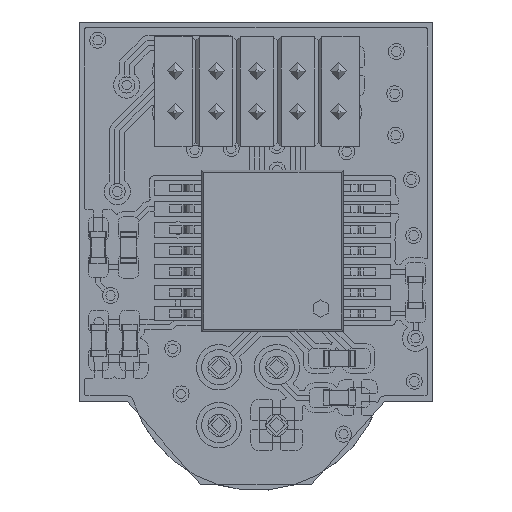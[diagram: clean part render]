
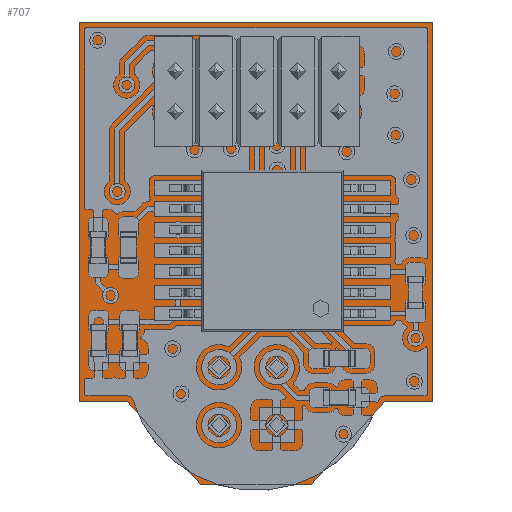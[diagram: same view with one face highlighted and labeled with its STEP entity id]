
A CAD part, top view. The second image highlights one B-rep face of the part: STEP entity #707.
In plain terms, the highlighted planar face has unit normal (0, 0, 1).
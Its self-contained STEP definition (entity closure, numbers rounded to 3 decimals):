
#62 = VERTEX_POINT('',#63);
#63 = CARTESIAN_POINT('',(179.,-61.8,0.));
#80 = VERTEX_POINT('',#81);
#81 = CARTESIAN_POINT('',(177.5,-61.8,0.));
#87 = EDGE_CURVE('',#62,#80,#88,.T.);
#88 = LINE('',#89,#90);
#89 = CARTESIAN_POINT('',(179.,-61.8,0.));
#90 = VECTOR('',#91,1.);
#91 = DIRECTION('',(-1.,0.,0.));
#112 = VERTEX_POINT('',#113);
#113 = CARTESIAN_POINT('',(187.,-61.8,0.));
#119 = EDGE_CURVE('',#62,#112,#120,.T.);
#120 = CIRCLE('',#121,4.191);
#121 = AXIS2_PLACEMENT_3D('',#122,#123,#124);
#122 = CARTESIAN_POINT('',(183.,-60.55,0.));
#123 = DIRECTION('',(0.,0.,1.));
#124 = DIRECTION('',(1.,0.,0.));
#144 = VERTEX_POINT('',#145);
#145 = CARTESIAN_POINT('',(177.5,-50.,0.));
#151 = EDGE_CURVE('',#80,#144,#152,.T.);
#152 = LINE('',#153,#154);
#153 = CARTESIAN_POINT('',(177.5,-61.8,0.));
#154 = VECTOR('',#155,1.);
#155 = DIRECTION('',(0.,1.,0.));
#166 = VERTEX_POINT('',#167);
#167 = CARTESIAN_POINT('',(188.5,-61.8,0.));
#182 = EDGE_CURVE('',#166,#112,#183,.T.);
#183 = LINE('',#184,#185);
#184 = CARTESIAN_POINT('',(188.5,-61.8,0.));
#185 = VECTOR('',#186,1.);
#186 = DIRECTION('',(-1.,0.,0.));
#206 = VERTEX_POINT('',#207);
#207 = CARTESIAN_POINT('',(188.5,-50.,0.));
#213 = EDGE_CURVE('',#144,#206,#214,.T.);
#214 = LINE('',#215,#216);
#215 = CARTESIAN_POINT('',(177.5,-50.,0.));
#216 = VECTOR('',#217,1.);
#217 = DIRECTION('',(1.,0.,0.));
#235 = EDGE_CURVE('',#206,#166,#236,.T.);
#236 = LINE('',#237,#238);
#237 = CARTESIAN_POINT('',(188.5,-50.,0.));
#238 = VECTOR('',#239,1.);
#239 = DIRECTION('',(0.,-1.,0.));
#250 = VERTEX_POINT('',#251);
#251 = CARTESIAN_POINT('',(183.998,-62.528,0.));
#267 = EDGE_CURVE('',#250,#250,#268,.T.);
#268 = CIRCLE('',#269,0.35);
#269 = AXIS2_PLACEMENT_3D('',#270,#271,#272);
#270 = CARTESIAN_POINT('',(183.648,-62.528,0.));
#271 = DIRECTION('',(0.,0.,1.));
#272 = DIRECTION('',(1.,0.,-0.));
#283 = VERTEX_POINT('',#284);
#284 = CARTESIAN_POINT('',(183.998,-60.732,0.));
#300 = EDGE_CURVE('',#283,#283,#301,.T.);
#301 = CIRCLE('',#302,0.35);
#302 = AXIS2_PLACEMENT_3D('',#303,#304,#305);
#303 = CARTESIAN_POINT('',(183.648,-60.732,0.));
#304 = DIRECTION('',(0.,0.,1.));
#305 = DIRECTION('',(1.,0.,-0.));
#316 = VERTEX_POINT('',#317);
#317 = CARTESIAN_POINT('',(182.202,-62.528,0.));
#333 = EDGE_CURVE('',#316,#316,#334,.T.);
#334 = CIRCLE('',#335,0.35);
#335 = AXIS2_PLACEMENT_3D('',#336,#337,#338);
#336 = CARTESIAN_POINT('',(181.852,-62.528,0.));
#337 = DIRECTION('',(0.,0.,1.));
#338 = DIRECTION('',(1.,0.,-0.));
#349 = VERTEX_POINT('',#350);
#350 = CARTESIAN_POINT('',(182.202,-60.732,0.));
#366 = EDGE_CURVE('',#349,#349,#367,.T.);
#367 = CIRCLE('',#368,0.35);
#368 = AXIS2_PLACEMENT_3D('',#369,#370,#371);
#369 = CARTESIAN_POINT('',(181.852,-60.732,0.));
#370 = DIRECTION('',(0.,0.,1.));
#371 = DIRECTION('',(1.,0.,-0.));
#382 = VERTEX_POINT('',#383);
#383 = CARTESIAN_POINT('',(185.92,-52.8,0.));
#399 = EDGE_CURVE('',#382,#382,#400,.T.);
#400 = CIRCLE('',#401,0.35);
#401 = AXIS2_PLACEMENT_3D('',#402,#403,#404);
#402 = CARTESIAN_POINT('',(185.57,-52.8,0.));
#403 = DIRECTION('',(0.,0.,1.));
#404 = DIRECTION('',(1.,0.,-0.));
#415 = VERTEX_POINT('',#416);
#416 = CARTESIAN_POINT('',(185.92,-51.53,0.));
#432 = EDGE_CURVE('',#415,#415,#433,.T.);
#433 = CIRCLE('',#434,0.35);
#434 = AXIS2_PLACEMENT_3D('',#435,#436,#437);
#435 = CARTESIAN_POINT('',(185.57,-51.53,0.));
#436 = DIRECTION('',(0.,0.,1.));
#437 = DIRECTION('',(1.,0.,-0.));
#448 = VERTEX_POINT('',#449);
#449 = CARTESIAN_POINT('',(184.65,-52.8,0.));
#465 = EDGE_CURVE('',#448,#448,#466,.T.);
#466 = CIRCLE('',#467,0.35);
#467 = AXIS2_PLACEMENT_3D('',#468,#469,#470);
#468 = CARTESIAN_POINT('',(184.3,-52.8,0.));
#469 = DIRECTION('',(0.,0.,1.));
#470 = DIRECTION('',(1.,0.,-0.));
#481 = VERTEX_POINT('',#482);
#482 = CARTESIAN_POINT('',(183.38,-52.8,0.));
#498 = EDGE_CURVE('',#481,#481,#499,.T.);
#499 = CIRCLE('',#500,0.35);
#500 = AXIS2_PLACEMENT_3D('',#501,#502,#503);
#501 = CARTESIAN_POINT('',(183.03,-52.8,0.));
#502 = DIRECTION('',(0.,0.,1.));
#503 = DIRECTION('',(1.,0.,-0.));
#514 = VERTEX_POINT('',#515);
#515 = CARTESIAN_POINT('',(184.65,-51.53,0.));
#531 = EDGE_CURVE('',#514,#514,#532,.T.);
#532 = CIRCLE('',#533,0.35);
#533 = AXIS2_PLACEMENT_3D('',#534,#535,#536);
#534 = CARTESIAN_POINT('',(184.3,-51.53,0.));
#535 = DIRECTION('',(0.,0.,1.));
#536 = DIRECTION('',(1.,0.,-0.));
#547 = VERTEX_POINT('',#548);
#548 = CARTESIAN_POINT('',(183.38,-51.53,0.));
#564 = EDGE_CURVE('',#547,#547,#565,.T.);
#565 = CIRCLE('',#566,0.35);
#566 = AXIS2_PLACEMENT_3D('',#567,#568,#569);
#567 = CARTESIAN_POINT('',(183.03,-51.53,0.));
#568 = DIRECTION('',(0.,0.,1.));
#569 = DIRECTION('',(1.,0.,-0.));
#580 = VERTEX_POINT('',#581);
#581 = CARTESIAN_POINT('',(182.11,-52.8,0.));
#597 = EDGE_CURVE('',#580,#580,#598,.T.);
#598 = CIRCLE('',#599,0.35);
#599 = AXIS2_PLACEMENT_3D('',#600,#601,#602);
#600 = CARTESIAN_POINT('',(181.76,-52.8,0.));
#601 = DIRECTION('',(0.,0.,1.));
#602 = DIRECTION('',(1.,0.,-0.));
#613 = VERTEX_POINT('',#614);
#614 = CARTESIAN_POINT('',(182.11,-51.53,0.));
#630 = EDGE_CURVE('',#613,#613,#631,.T.);
#631 = CIRCLE('',#632,0.35);
#632 = AXIS2_PLACEMENT_3D('',#633,#634,#635);
#633 = CARTESIAN_POINT('',(181.76,-51.53,0.));
#634 = DIRECTION('',(0.,0.,1.));
#635 = DIRECTION('',(1.,0.,-0.));
#646 = VERTEX_POINT('',#647);
#647 = CARTESIAN_POINT('',(180.84,-52.8,0.));
#663 = EDGE_CURVE('',#646,#646,#664,.T.);
#664 = CIRCLE('',#665,0.35);
#665 = AXIS2_PLACEMENT_3D('',#666,#667,#668);
#666 = CARTESIAN_POINT('',(180.49,-52.8,0.));
#667 = DIRECTION('',(0.,0.,1.));
#668 = DIRECTION('',(1.,0.,-0.));
#679 = VERTEX_POINT('',#680);
#680 = CARTESIAN_POINT('',(180.84,-51.53,0.));
#696 = EDGE_CURVE('',#679,#679,#697,.T.);
#697 = CIRCLE('',#698,0.35);
#698 = AXIS2_PLACEMENT_3D('',#699,#700,#701);
#699 = CARTESIAN_POINT('',(180.49,-51.53,0.));
#700 = DIRECTION('',(0.,0.,1.));
#701 = DIRECTION('',(1.,0.,-0.));
#707 = ADVANCED_FACE('',(#708,#716,#719,#722,#725,#728,#731,#734,#737,
    #740,#743,#746,#749,#752,#755),#758,.F.);
#708 = FACE_BOUND('',#709,.F.);
#709 = EDGE_LOOP('',(#710,#711,#712,#713,#714,#715));
#710 = ORIENTED_EDGE('',*,*,#87,.T.);
#711 = ORIENTED_EDGE('',*,*,#151,.T.);
#712 = ORIENTED_EDGE('',*,*,#213,.T.);
#713 = ORIENTED_EDGE('',*,*,#235,.T.);
#714 = ORIENTED_EDGE('',*,*,#182,.T.);
#715 = ORIENTED_EDGE('',*,*,#119,.F.);
#716 = FACE_BOUND('',#717,.F.);
#717 = EDGE_LOOP('',(#718));
#718 = ORIENTED_EDGE('',*,*,#267,.T.);
#719 = FACE_BOUND('',#720,.F.);
#720 = EDGE_LOOP('',(#721));
#721 = ORIENTED_EDGE('',*,*,#300,.T.);
#722 = FACE_BOUND('',#723,.F.);
#723 = EDGE_LOOP('',(#724));
#724 = ORIENTED_EDGE('',*,*,#333,.T.);
#725 = FACE_BOUND('',#726,.F.);
#726 = EDGE_LOOP('',(#727));
#727 = ORIENTED_EDGE('',*,*,#366,.T.);
#728 = FACE_BOUND('',#729,.F.);
#729 = EDGE_LOOP('',(#730));
#730 = ORIENTED_EDGE('',*,*,#399,.T.);
#731 = FACE_BOUND('',#732,.F.);
#732 = EDGE_LOOP('',(#733));
#733 = ORIENTED_EDGE('',*,*,#432,.T.);
#734 = FACE_BOUND('',#735,.F.);
#735 = EDGE_LOOP('',(#736));
#736 = ORIENTED_EDGE('',*,*,#465,.T.);
#737 = FACE_BOUND('',#738,.F.);
#738 = EDGE_LOOP('',(#739));
#739 = ORIENTED_EDGE('',*,*,#498,.T.);
#740 = FACE_BOUND('',#741,.F.);
#741 = EDGE_LOOP('',(#742));
#742 = ORIENTED_EDGE('',*,*,#531,.T.);
#743 = FACE_BOUND('',#744,.F.);
#744 = EDGE_LOOP('',(#745));
#745 = ORIENTED_EDGE('',*,*,#564,.T.);
#746 = FACE_BOUND('',#747,.F.);
#747 = EDGE_LOOP('',(#748));
#748 = ORIENTED_EDGE('',*,*,#597,.T.);
#749 = FACE_BOUND('',#750,.F.);
#750 = EDGE_LOOP('',(#751));
#751 = ORIENTED_EDGE('',*,*,#630,.T.);
#752 = FACE_BOUND('',#753,.F.);
#753 = EDGE_LOOP('',(#754));
#754 = ORIENTED_EDGE('',*,*,#663,.T.);
#755 = FACE_BOUND('',#756,.F.);
#756 = EDGE_LOOP('',(#757));
#757 = ORIENTED_EDGE('',*,*,#696,.T.);
#758 = PLANE('',#759);
#759 = AXIS2_PLACEMENT_3D('',#760,#761,#762);
#760 = CARTESIAN_POINT('',(183.,-56.554,0.));
#761 = DIRECTION('',(-0.,-0.,-1.));
#762 = DIRECTION('',(-1.,0.,0.));
